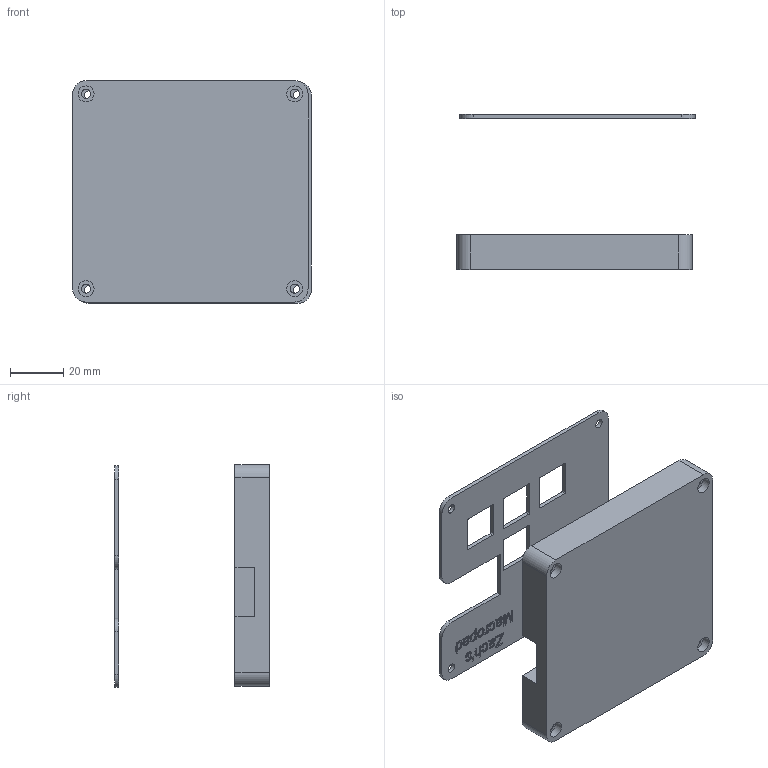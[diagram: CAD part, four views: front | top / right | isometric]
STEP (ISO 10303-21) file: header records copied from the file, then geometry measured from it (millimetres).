
FILE_DESCRIPTION(/* description */ (''),/* implementation_level */ '2;1');
FILE_NAME(/* name */ '4a5c9284-615c-45ec-b395-c9467a71de93.stp',/* time_stamp */ '2025-06-29T02:56:50Z',/* author */ (''),/* organization */ (''),/* preprocessor_version */ 'ST-DEVELOPER v20.1',/* originating_system */ 'Autodesk Translation Framework v14.10.0.0',/* authorisation */ '');
FILE_SCHEMA (('AUTOMOTIVE_DESIGN { 1 0 10303 214 3 1 1 }'));
Length unit declared in the file: millimetre
Products named in the file (3): Zach's Macropad - Everything; Top Plate; Zach's Macropad
Assembly tree (1 placements, depth 2):
  Zach's Macropad - Everything
    Top Plate
  Zach's Macropad
Bounding box: 89.59 x 58.22 x 83.71 mm (x, y, z)
Volume: 57629.5 mm3; surface area: 35039.9 mm2
Topology: 2 solids, 2 shells, 409 faces, 1143 edges, 762 vertices
Faces by surface type: bspline 235, plane 136, cylinder 38
Full cylindrical faces by diameter (mm): 3.4 x8, 6 x4
Entity records: 15416 total; most frequent: CARTESIAN_POINT 6314, ORIENTED_EDGE 2286, EDGE_CURVE 1143, DIRECTION 1107, VERTEX_POINT 762, LINE 597, VECTOR 597, B_SPLINE_CURVE_WITH_KNOTS 470
